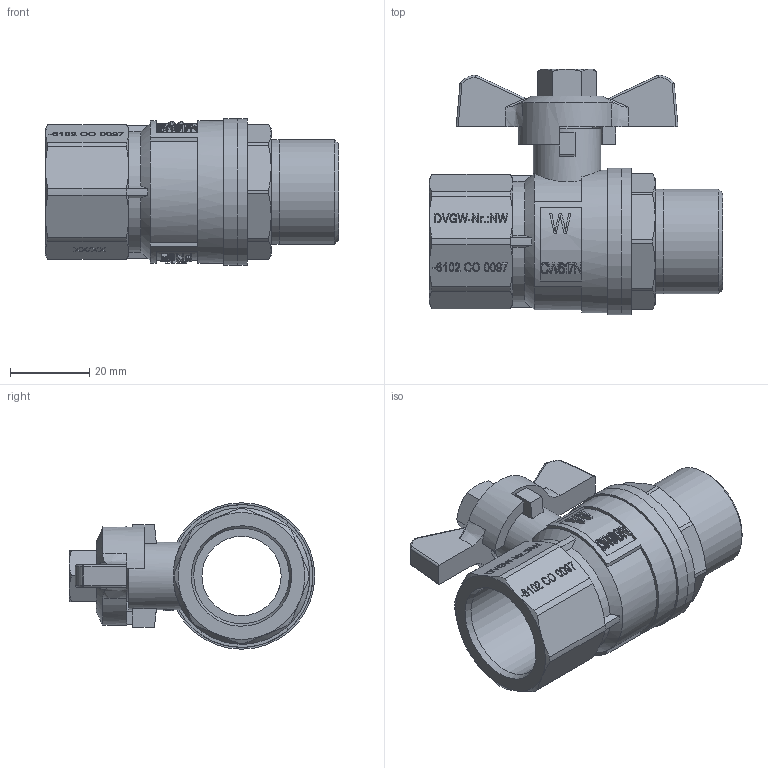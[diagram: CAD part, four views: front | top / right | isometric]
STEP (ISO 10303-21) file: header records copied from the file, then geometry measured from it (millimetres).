
FILE_DESCRIPTION(/* description */ ('Unknown'),/* implementation_level */ '2;1');
FILE_NAME(/* name */ '7531-05',/* time_stamp */ '2023-06-12T12:50:02+02:00',/* author */ ('Unknown'),/* organization */ ('Unknown'),/* preprocessor_version */ 'ST-DEVELOPER v18.102',/* originating_system */ 'Solid Edge',/* authorisation */ 'Unknown');
FILE_SCHEMA (('AUTOMOTIVE_DESIGN {1 0 10303 214 3 1 1}'));
Products named in the file (13): 7531-05; Flügelgriff 1_4 - 3_4; 600-1_2-Mutter.2; Einschraubteil; Kvrper-co; Kugel; Kvrper; Kugeldichtung.1; Spindel-co; 600-3_4-O-Ring; 600-3_4-Stopfbuchse; 600-3_4-Spindeldichtung; 600-3_4-Spindel
Assembly tree (13 placements, depth 3):
  7531-05
    Flügelgriff 1_4 - 3_4
    600-1_2-Mutter.2
    Einschraubteil
    Kvrper-co
      Kugel
      Kvrper
      Kugeldichtung.1  x2
    Spindel-co
      600-3_4-O-Ring
      600-3_4-Stopfbuchse
      600-3_4-Spindeldichtung
      600-3_4-Spindel
Bounding box: 74 x 62 x 37 mm (x, y, z)
Volume: 41978.5 mm3; surface area: 30808.4 mm2
Topology: 11 solids, 11 shells, 1830 faces, 5074 edges, 3355 vertices
Faces by surface type: plane 1615, cylinder 113, cone 66, bspline 18, sphere 11, torus 7
Full cylindrical faces by diameter (mm): 6.75 x1, 6.8 x1, 7 x1, 9 x3, 9.1 x2, 10.5 x1, 11 x1, 12 x1, 12.3 x1, 12.5 x1, 14 x1, 16 x2, 17 x1, 18.5 x1, 20 x5, 24.117 x1, 26.441 x1, 26.442 x1, 27 x4, 31.5 x1, 33 x1, 33.5 x1, 36 x1, 37 x2
Entity records: 73324 total; most frequent: CARTESIAN_POINT 14107, ORIENTED_EDGE 9952, DIRECTION 9777, EDGE_CURVE 4976, LINE 3521, VECTOR 3521, VERTEX_POINT 3331, AXIS2_PLACEMENT_3D 3128
